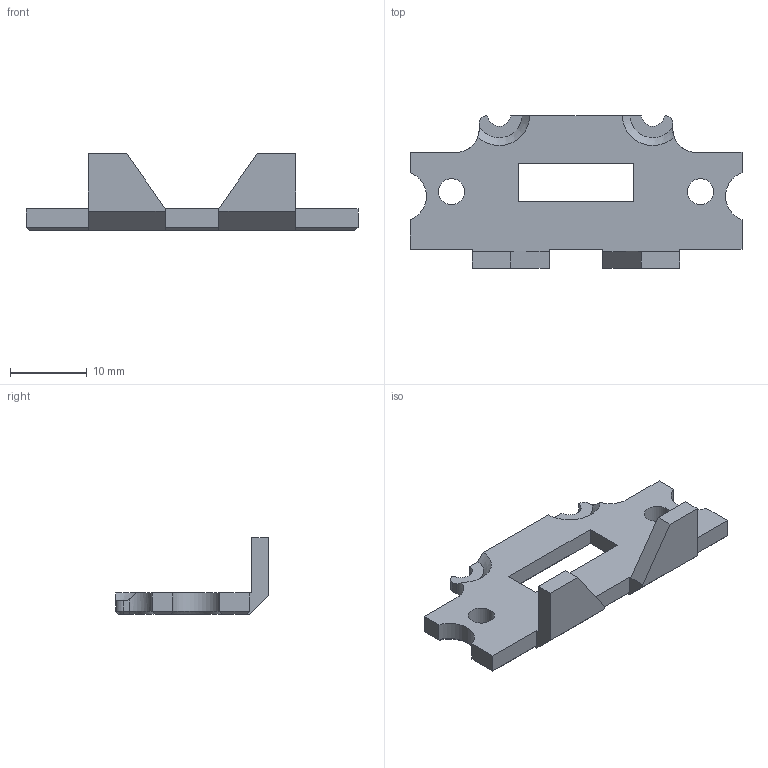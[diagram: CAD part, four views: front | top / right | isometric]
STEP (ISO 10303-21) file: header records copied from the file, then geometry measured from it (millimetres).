
FILE_DESCRIPTION (( 'STEP AP203' ), '1' );
FILE_NAME ('LGX_SB_Mount-r02i - 2.STEP', '2023-02-16T12:15:57', ( '' ), ( '' ), 'SwSTEP 2.0', 'SolidWorks 2023', '' );
FILE_SCHEMA (( 'CONFIG_CONTROL_DESIGN' ));
Length unit declared in the file: millimetre
Products named in the file (1): LGX_SB_Mount-r02i - 2
Bounding box: 43.2 x 19.9 x 10 mm (x, y, z)
Volume: 1810.3 mm3; surface area: 1916.8 mm2
Topology: 1 solids, 1 shells, 76 faces, 198 edges, 124 vertices
Faces by surface type: plane 54, cone 12, cylinder 10
Full cylindrical faces by diameter (mm): 3.4 x2
Entity records: 2353 total; most frequent: CARTESIAN_POINT 437, ORIENTED_EDGE 384, DIRECTION 366, EDGE_CURVE 192, LINE 144, VECTOR 144, VERTEX_POINT 122, AXIS2_PLACEMENT_3D 111
